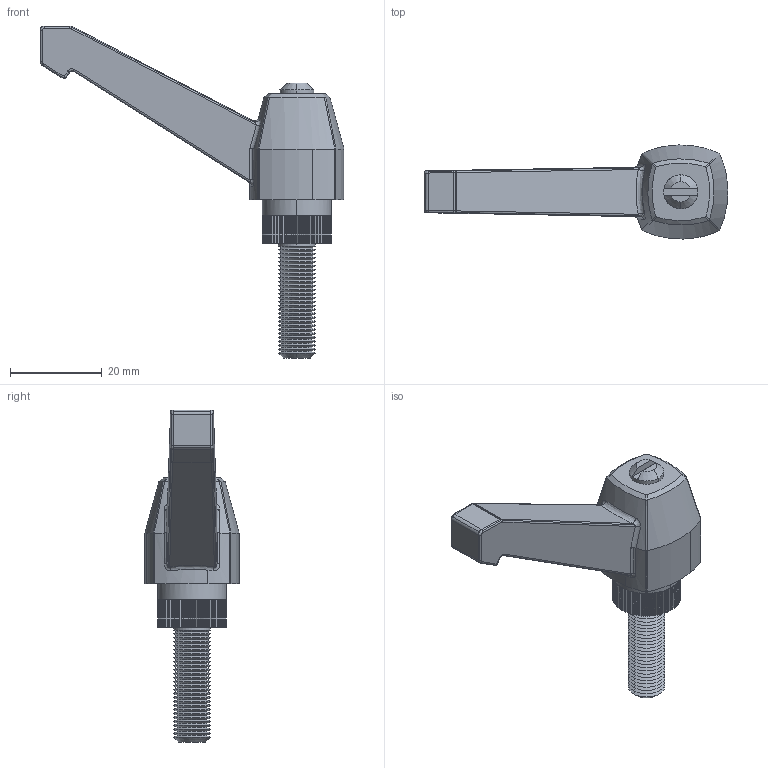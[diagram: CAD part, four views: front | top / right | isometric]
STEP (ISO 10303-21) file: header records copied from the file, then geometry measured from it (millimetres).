
FILE_DESCRIPTION(('STEP AP214'),'1');
FILE_NAME('C_0397_84260.stp','2017-01-12T10:41:08',(' '),(' '),'Spatial InterOp 3D',' ',' ');
FILE_SCHEMA(('automotive_design'));
Length unit declared in the file: metre
Products named in the file (6): C_0397_84260; Componente1; Componente2; Solido; Componente3; Componente4
Assembly tree (5 placements, depth 2):
  C_0397_84260
    Componente1
    Componente2
    Solido
    Componente3
    Componente4
Bounding box: 66.15 x 20.49 x 72.28 mm (x, y, z)
Volume: 12717.9 mm3; surface area: 7188.8 mm2
Topology: 5 solids, 5 shells, 576 faces, 1324 edges, 760 vertices
Faces by surface type: plane 360, cone 114, cylinder 66, bspline 32, sphere 4
Entity records: 25386 total; most frequent: CARTESIAN_POINT 7753, DIRECTION 2707, ORIENTED_EDGE 2648, EDGE_CURVE 1324, AXIS2_PLACEMENT_3D 917, LINE 873, VECTOR 873, VERTEX_POINT 760
